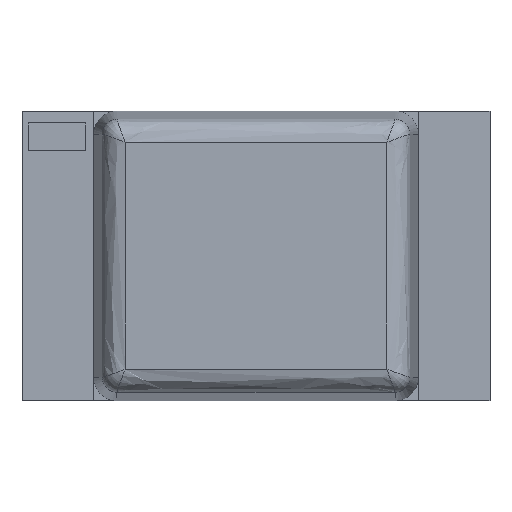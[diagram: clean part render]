
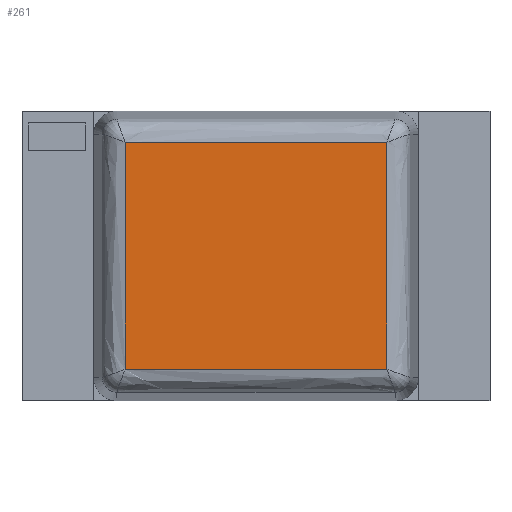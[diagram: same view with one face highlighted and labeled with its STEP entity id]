
A CAD part, top view. The second image highlights one B-rep face of the part: STEP entity #261.
In plain terms, the highlighted free-form (B-spline) face has degree [1, 1] with [2, 2] control points.
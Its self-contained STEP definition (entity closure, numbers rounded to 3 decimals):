
#261 = ADVANCED_FACE('',(#262),#292,.T.);
#262 = FACE_BOUND('',#263,.T.);
#263 = EDGE_LOOP('',(#264,#273,#280,#287));
#264 = ORIENTED_EDGE('',*,*,#265,.T.);
#265 = EDGE_CURVE('',#266,#268,#270,.T.);
#266 = VERTEX_POINT('',#267);
#267 = CARTESIAN_POINT('',(-0.565,0.49,0.81));
#268 = VERTEX_POINT('',#269);
#269 = CARTESIAN_POINT('',(-0.565,-0.49,0.81));
#270 = B_SPLINE_CURVE_WITH_KNOTS('',1,(#271,#272),.UNSPECIFIED.,.F.,.F.,
  (2,2),(-1.015,-0.035),.PIECEWISE_BEZIER_KNOTS.);
#271 = CARTESIAN_POINT('',(-0.565,0.49,0.81));
#272 = CARTESIAN_POINT('',(-0.565,-0.49,0.81));
#273 = ORIENTED_EDGE('',*,*,#274,.T.);
#274 = EDGE_CURVE('',#268,#275,#277,.T.);
#275 = VERTEX_POINT('',#276);
#276 = CARTESIAN_POINT('',(0.565,-0.49,0.81));
#277 = B_SPLINE_CURVE_WITH_KNOTS('',1,(#278,#279),.UNSPECIFIED.,.F.,.F.,
  (2,2),(-1.165,-0.035),.PIECEWISE_BEZIER_KNOTS.);
#278 = CARTESIAN_POINT('',(-0.565,-0.49,0.81));
#279 = CARTESIAN_POINT('',(0.565,-0.49,0.81));
#280 = ORIENTED_EDGE('',*,*,#281,.T.);
#281 = EDGE_CURVE('',#275,#282,#284,.T.);
#282 = VERTEX_POINT('',#283);
#283 = CARTESIAN_POINT('',(0.565,0.49,0.81));
#284 = B_SPLINE_CURVE_WITH_KNOTS('',1,(#285,#286),.UNSPECIFIED.,.F.,.F.,
  (2,2),(-1.015,-0.035),.PIECEWISE_BEZIER_KNOTS.);
#285 = CARTESIAN_POINT('',(0.565,-0.49,0.81));
#286 = CARTESIAN_POINT('',(0.565,0.49,0.81));
#287 = ORIENTED_EDGE('',*,*,#288,.T.);
#288 = EDGE_CURVE('',#282,#266,#289,.T.);
#289 = B_SPLINE_CURVE_WITH_KNOTS('',1,(#290,#291),.UNSPECIFIED.,.F.,.F.,
  (2,2),(-1.165,-0.035),.PIECEWISE_BEZIER_KNOTS.);
#290 = CARTESIAN_POINT('',(0.565,0.49,0.81));
#291 = CARTESIAN_POINT('',(-0.565,0.49,0.81));
#292 = B_SPLINE_SURFACE_WITH_KNOTS('',1,1,(
    (#293,#294)
    ,(#295,#296
    )),.UNSPECIFIED.,.F.,.F.,.F.,(2,2),(2,2),(-1.165,
    -0.035),(0.035,1.015),
  .PIECEWISE_BEZIER_KNOTS.);
#293 = CARTESIAN_POINT('',(-0.565,-0.49,0.81));
#294 = CARTESIAN_POINT('',(-0.565,0.49,0.81));
#295 = CARTESIAN_POINT('',(0.565,-0.49,0.81));
#296 = CARTESIAN_POINT('',(0.565,0.49,0.81));
